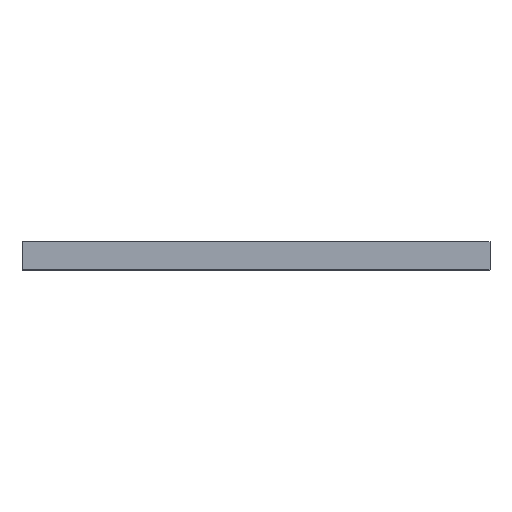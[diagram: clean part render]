
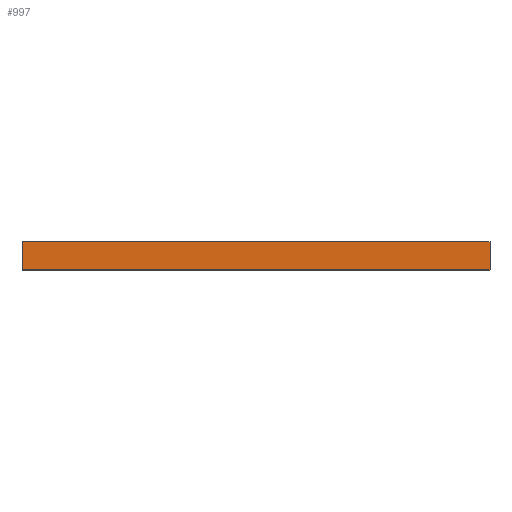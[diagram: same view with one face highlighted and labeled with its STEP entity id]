
A CAD part, top view. The second image highlights one B-rep face of the part: STEP entity #997.
In plain terms, the highlighted planar face has unit normal (0, 0, 1).
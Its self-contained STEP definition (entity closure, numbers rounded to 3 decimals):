
#280 = CARTESIAN_POINT ( 'NONE',  ( 125., 15., 125. ) ) ;
#729 = EDGE_CURVE ( 'NONE', #4932, #4427, #12748, .T. ) ;
#997 = ADVANCED_FACE ( 'NONE', ( #10079 ), #5225, .F. ) ;
#1102 = EDGE_CURVE ( 'NONE', #12796, #1240, #6750, .T. ) ;
#1240 = VERTEX_POINT ( 'NONE', #5107 ) ;
#1256 = VECTOR ( 'NONE', #9573, 1000. ) ;
#1421 = CARTESIAN_POINT ( 'NONE',  ( -125., 0., 125. ) ) ;
#2053 = ORIENTED_EDGE ( 'NONE', *, *, #1102, .F. ) ;
#2251 = VECTOR ( 'NONE', #4445, 1000. ) ;
#2268 = CARTESIAN_POINT ( 'NONE',  ( 125., 15., 125. ) ) ;
#3467 = EDGE_CURVE ( 'NONE', #4932, #12796, #12033, .T. ) ;
#4145 = CARTESIAN_POINT ( 'NONE',  ( -125., 0., 125. ) ) ;
#4225 = CARTESIAN_POINT ( 'NONE',  ( -125., 15., 125. ) ) ;
#4357 = CARTESIAN_POINT ( 'NONE',  ( -125., 15., 125. ) ) ;
#4427 = VERTEX_POINT ( 'NONE', #4145 ) ;
#4445 = DIRECTION ( 'NONE',  ( 1., 0., 0. ) ) ;
#4926 = LINE ( 'NONE', #1421, #2251 ) ;
#4932 = VERTEX_POINT ( 'NONE', #4225 ) ;
#5107 = CARTESIAN_POINT ( 'NONE',  ( 125., 0., 125. ) ) ;
#5225 = PLANE ( 'NONE',  #10630 ) ;
#5467 = DIRECTION ( 'NONE',  ( 0., -1., 0. ) ) ;
#6306 = ORIENTED_EDGE ( 'NONE', *, *, #3467, .F. ) ;
#6750 = LINE ( 'NONE', #2268, #11251 ) ;
#7317 = EDGE_LOOP ( 'NONE', ( #13131, #2053, #6306, #13651 ) ) ;
#7364 = DIRECTION ( 'NONE',  ( -1., 0., 0. ) ) ;
#7500 = DIRECTION ( 'NONE',  ( 0., 0., -1. ) ) ;
#7776 = VECTOR ( 'NONE', #5467, 1000. ) ;
#9573 = DIRECTION ( 'NONE',  ( 1., 0., 0. ) ) ;
#9659 = CARTESIAN_POINT ( 'NONE',  ( -125., 15., 125. ) ) ;
#9924 = EDGE_CURVE ( 'NONE', #4427, #1240, #4926, .T. ) ;
#10079 = FACE_OUTER_BOUND ( 'NONE', #7317, .T. ) ;
#10630 = AXIS2_PLACEMENT_3D ( 'NONE', #4357, #7500, #7364 ) ;
#10659 = CARTESIAN_POINT ( 'NONE',  ( -125., 15., 125. ) ) ;
#10785 = DIRECTION ( 'NONE',  ( 0., -1., 0. ) ) ;
#11251 = VECTOR ( 'NONE', #10785, 1000. ) ;
#12033 = LINE ( 'NONE', #9659, #1256 ) ;
#12748 = LINE ( 'NONE', #10659, #7776 ) ;
#12796 = VERTEX_POINT ( 'NONE', #280 ) ;
#13131 = ORIENTED_EDGE ( 'NONE', *, *, #9924, .T. ) ;
#13651 = ORIENTED_EDGE ( 'NONE', *, *, #729, .T. ) ;
